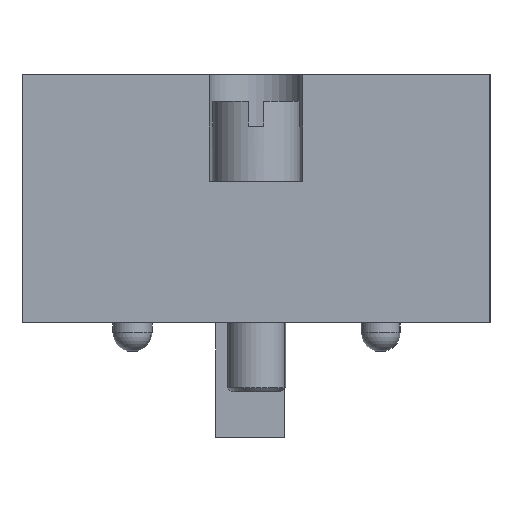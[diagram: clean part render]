
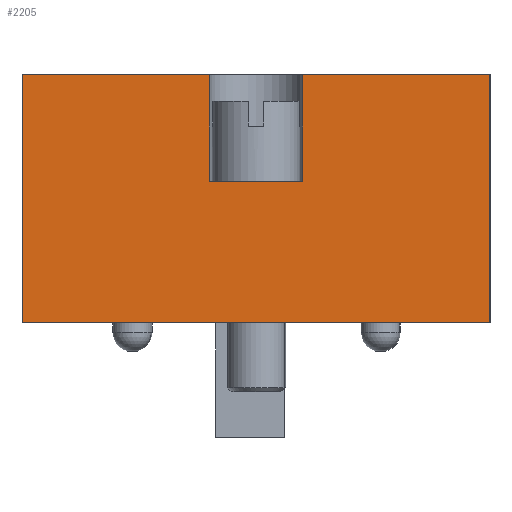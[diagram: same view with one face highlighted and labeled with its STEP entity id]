
A CAD part, left-side view. The second image highlights one B-rep face of the part: STEP entity #2205.
In plain terms, the highlighted planar face has unit normal (-1, 0, 0).
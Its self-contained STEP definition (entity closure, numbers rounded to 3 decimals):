
#1468=CARTESIAN_POINT('',(-25.052,-6.635,0.0));
#1469=VERTEX_POINT('',#1468);
#1476=CARTESIAN_POINT('',(-25.052,17.865,0.0));
#1477=VERTEX_POINT('',#1476);
#1478=CARTESIAN_POINT('',(-25.052,-6.635,0.0));
#1479=DIRECTION('',(0.0,1.0,0.0));
#1480=VECTOR('',#1479,24.5);
#1481=LINE('',#1478,#1480);
#1482=EDGE_CURVE('',#1469,#1477,#1481,.T.);
#1907=CARTESIAN_POINT('',(-25.052,3.165,7.4));
#1908=VERTEX_POINT('',#1907);
#1917=CARTESIAN_POINT('',(-25.052,3.165,13.0));
#1918=VERTEX_POINT('',#1917);
#1919=CARTESIAN_POINT('',(-25.052,3.165,13.0));
#1920=DIRECTION('',(0.0,0.0,-1.0));
#1921=VECTOR('',#1920,5.6);
#1922=LINE('',#1919,#1921);
#1923=EDGE_CURVE('',#1918,#1908,#1922,.T.);
#1980=CARTESIAN_POINT('',(-25.052,8.065,7.4));
#1981=VERTEX_POINT('',#1980);
#1989=CARTESIAN_POINT('',(-25.052,8.065,13.0));
#1990=VERTEX_POINT('',#1989);
#1997=CARTESIAN_POINT('',(-25.052,8.065,7.4));
#1998=DIRECTION('',(0.0,0.0,1.0));
#1999=VECTOR('',#1998,5.6);
#2000=LINE('',#1997,#1999);
#2001=EDGE_CURVE('',#1981,#1990,#2000,.T.);
#2014=CARTESIAN_POINT('',(-25.052,3.165,7.4));
#2015=DIRECTION('',(0.0,1.0,0.0));
#2016=VECTOR('',#2015,4.9);
#2017=LINE('',#2014,#2016);
#2018=EDGE_CURVE('',#1908,#1981,#2017,.T.);
#2166=CARTESIAN_POINT('',(-25.052,-6.635,0.0));
#2167=DIRECTION('',(-1.0,0.0,0.0));
#2168=DIRECTION('',(0.0,0.0,1.0));
#2169=AXIS2_PLACEMENT_3D('',#2166,#2167,#2168);
#2170=PLANE('',#2169);
#2171=ORIENTED_EDGE('',*,*,#1923,.T.);
#2172=ORIENTED_EDGE('',*,*,#2018,.T.);
#2173=ORIENTED_EDGE('',*,*,#2001,.T.);
#2174=CARTESIAN_POINT('',(-25.052,17.865,13.0));
#2175=VERTEX_POINT('',#2174);
#2176=CARTESIAN_POINT('',(-25.052,8.065,13.0));
#2177=DIRECTION('',(0.0,1.0,0.0));
#2178=VECTOR('',#2177,9.8);
#2179=LINE('',#2176,#2178);
#2180=EDGE_CURVE('',#1990,#2175,#2179,.T.);
#2181=ORIENTED_EDGE('',*,*,#2180,.T.);
#2182=CARTESIAN_POINT('',(-25.052,17.865,0.0));
#2183=DIRECTION('',(0.0,0.0,1.0));
#2184=VECTOR('',#2183,13.0);
#2185=LINE('',#2182,#2184);
#2186=EDGE_CURVE('',#1477,#2175,#2185,.T.);
#2187=ORIENTED_EDGE('',*,*,#2186,.F.);
#2188=ORIENTED_EDGE('',*,*,#1482,.F.);
#2189=CARTESIAN_POINT('',(-25.052,-6.635,13.0));
#2190=VERTEX_POINT('',#2189);
#2191=CARTESIAN_POINT('',(-25.052,-6.635,0.0));
#2192=DIRECTION('',(0.0,0.0,1.0));
#2193=VECTOR('',#2192,13.0);
#2194=LINE('',#2191,#2193);
#2195=EDGE_CURVE('',#1469,#2190,#2194,.T.);
#2196=ORIENTED_EDGE('',*,*,#2195,.T.);
#2197=CARTESIAN_POINT('',(-25.052,-6.635,13.0));
#2198=DIRECTION('',(0.0,1.0,0.0));
#2199=VECTOR('',#2198,9.8);
#2200=LINE('',#2197,#2199);
#2201=EDGE_CURVE('',#2190,#1918,#2200,.T.);
#2202=ORIENTED_EDGE('',*,*,#2201,.T.);
#2203=EDGE_LOOP('',(#2171,#2172,#2173,#2181,#2187,#2188,#2196,#2202));
#2204=FACE_OUTER_BOUND('',#2203,.T.);
#2205=ADVANCED_FACE('',(#2204),#2170,.T.);
